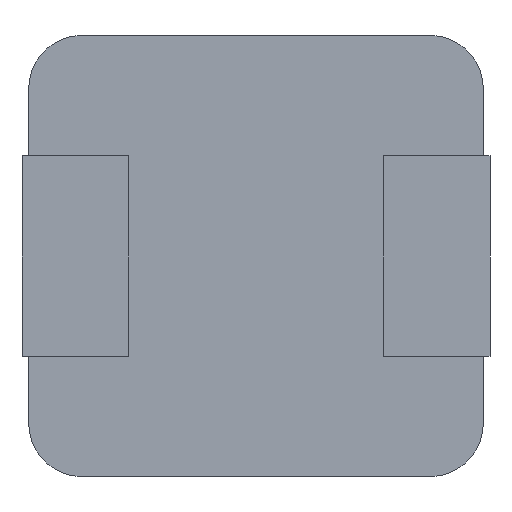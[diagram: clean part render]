
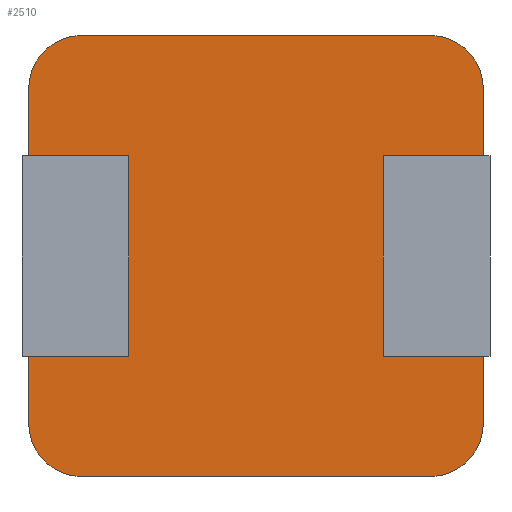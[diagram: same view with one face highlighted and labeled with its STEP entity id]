
A CAD part, front view. The second image highlights one B-rep face of the part: STEP entity #2510.
In plain terms, the highlighted planar face has unit normal (0, -1, 0).
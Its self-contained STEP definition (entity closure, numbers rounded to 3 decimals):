
#20 = ORIENTED_EDGE ( 'NONE', *, *, #401, .T. ) ;
#74 = CARTESIAN_POINT ( 'NONE',  ( 6., 0., 5.8 ) ) ;
#141 = LINE ( 'NONE', #1311, #4750 ) ;
#177 = EDGE_LOOP ( 'NONE', ( #3040, #763, #2051, #4315, #4581, #2636, #662, #2455, #3390, #2760, #1595, #2975, #1649, #20, #5208, #2766 ) ) ;
#190 = DIRECTION ( 'NONE',  ( 0., 0., 1. ) ) ;
#206 = CARTESIAN_POINT ( 'NONE',  ( 6., 0., 0.8 ) ) ;
#300 = CARTESIAN_POINT ( 'NONE',  ( 5.3, 0., 0. ) ) ;
#319 = AXIS2_PLACEMENT_3D ( 'NONE', #206, #1510, #1086 ) ;
#327 = LINE ( 'NONE', #3148, #3645 ) ;
#329 = VECTOR ( 'NONE', #5304, 1000. ) ;
#394 = VERTEX_POINT ( 'NONE', #701 ) ;
#401 = EDGE_CURVE ( 'NONE', #3487, #394, #5179, .T. ) ;
#416 = VERTEX_POINT ( 'NONE', #1514 ) ;
#484 = VECTOR ( 'NONE', #5275, 1000. ) ;
#635 = EDGE_CURVE ( 'NONE', #1257, #4238, #5182, .T. ) ;
#662 = ORIENTED_EDGE ( 'NONE', *, *, #2755, .F. ) ;
#695 = LINE ( 'NONE', #2312, #2104 ) ;
#697 = EDGE_CURVE ( 'NONE', #1179, #1210, #881, .T. ) ;
#701 = CARTESIAN_POINT ( 'NONE',  ( 0.8, 0., 0. ) ) ;
#741 = EDGE_CURVE ( 'NONE', #3660, #394, #976, .T. ) ;
#763 = ORIENTED_EDGE ( 'NONE', *, *, #3247, .T. ) ;
#800 = DIRECTION ( 'NONE',  ( 1., 0., 0. ) ) ;
#844 = DIRECTION ( 'NONE',  ( 0., 0., -1. ) ) ;
#847 = DIRECTION ( 'NONE',  ( -1., 0., 0. ) ) ;
#881 = LINE ( 'NONE', #3836, #4052 ) ;
#911 = CARTESIAN_POINT ( 'NONE',  ( 5.3, 0., 1.8 ) ) ;
#976 = LINE ( 'NONE', #2561, #4399 ) ;
#1038 = CARTESIAN_POINT ( 'NONE',  ( 0., 0., 0. ) ) ;
#1057 = CARTESIAN_POINT ( 'NONE',  ( 0., 0., 0.8 ) ) ;
#1086 = DIRECTION ( 'NONE',  ( 0., 0., 1. ) ) ;
#1120 = CARTESIAN_POINT ( 'NONE',  ( 0., 0., 4.8 ) ) ;
#1123 = CARTESIAN_POINT ( 'NONE',  ( 1.5, 0., 4.8 ) ) ;
#1164 = DIRECTION ( 'NONE',  ( 0., 0., 1. ) ) ;
#1179 = VERTEX_POINT ( 'NONE', #4160 ) ;
#1210 = VERTEX_POINT ( 'NONE', #5062 ) ;
#1257 = VERTEX_POINT ( 'NONE', #4273 ) ;
#1278 = DIRECTION ( 'NONE',  ( 0., -1., 0. ) ) ;
#1311 = CARTESIAN_POINT ( 'NONE',  ( 1.5, 0., 0. ) ) ;
#1313 = EDGE_CURVE ( 'NONE', #1851, #1477, #2140, .T. ) ;
#1376 = DIRECTION ( 'NONE',  ( 0., 0., 1. ) ) ;
#1422 = VERTEX_POINT ( 'NONE', #1840 ) ;
#1477 = VERTEX_POINT ( 'NONE', #1123 ) ;
#1496 = EDGE_CURVE ( 'NONE', #416, #2414, #3933, .T. ) ;
#1510 = DIRECTION ( 'NONE',  ( 0., -1., 0. ) ) ;
#1514 = CARTESIAN_POINT ( 'NONE',  ( 1.5, 0., 1.8 ) ) ;
#1539 = LINE ( 'NONE', #300, #484 ) ;
#1574 = VERTEX_POINT ( 'NONE', #2397 ) ;
#1595 = ORIENTED_EDGE ( 'NONE', *, *, #3582, .T. ) ;
#1618 = VERTEX_POINT ( 'NONE', #911 ) ;
#1648 = EDGE_CURVE ( 'NONE', #1851, #4238, #3466, .T. ) ;
#1649 = ORIENTED_EDGE ( 'NONE', *, *, #4881, .F. ) ;
#1790 = VERTEX_POINT ( 'NONE', #3013 ) ;
#1805 = DIRECTION ( 'NONE',  ( 0., 1., 0. ) ) ;
#1840 = CARTESIAN_POINT ( 'NONE',  ( 6.8, 0., 0.8 ) ) ;
#1851 = VERTEX_POINT ( 'NONE', #1120 ) ;
#1883 = DIRECTION ( 'NONE',  ( -1., 0., 0. ) ) ;
#1891 = CARTESIAN_POINT ( 'NONE',  ( 0., 0., 1.8 ) ) ;
#1899 = VECTOR ( 'NONE', #4778, 1000. ) ;
#2051 = ORIENTED_EDGE ( 'NONE', *, *, #3050, .T. ) ;
#2092 = CARTESIAN_POINT ( 'NONE',  ( 6., 0., 0. ) ) ;
#2104 = VECTOR ( 'NONE', #1883, 1000. ) ;
#2140 = LINE ( 'NONE', #5222, #4488 ) ;
#2312 = CARTESIAN_POINT ( 'NONE',  ( 0., 0., 1.8 ) ) ;
#2397 = CARTESIAN_POINT ( 'NONE',  ( 6., 0., 6.6 ) ) ;
#2403 = CIRCLE ( 'NONE', #3812, 0.8 ) ;
#2414 = VERTEX_POINT ( 'NONE', #4490 ) ;
#2438 = CARTESIAN_POINT ( 'NONE',  ( 6.8, 0., 0. ) ) ;
#2441 = CARTESIAN_POINT ( 'NONE',  ( 0., 0., 5.8 ) ) ;
#2455 = ORIENTED_EDGE ( 'NONE', *, *, #635, .T. ) ;
#2468 = LINE ( 'NONE', #3747, #3764 ) ;
#2510 = ADVANCED_FACE ( 'NONE', ( #3313 ), #4539, .F. ) ;
#2561 = CARTESIAN_POINT ( 'NONE',  ( 0., 0., 0. ) ) ;
#2636 = ORIENTED_EDGE ( 'NONE', *, *, #4532, .T. ) ;
#2685 = EDGE_CURVE ( 'NONE', #1790, #1422, #5343, .T. ) ;
#2755 = EDGE_CURVE ( 'NONE', #1257, #1574, #2468, .T. ) ;
#2760 = ORIENTED_EDGE ( 'NONE', *, *, #1313, .T. ) ;
#2765 = CARTESIAN_POINT ( 'NONE',  ( 6.8, 0., 5.8 ) ) ;
#2766 = ORIENTED_EDGE ( 'NONE', *, *, #2873, .T. ) ;
#2873 = EDGE_CURVE ( 'NONE', #3660, #1422, #4738, .T. ) ;
#2902 = LINE ( 'NONE', #4580, #329 ) ;
#2975 = ORIENTED_EDGE ( 'NONE', *, *, #1496, .T. ) ;
#3013 = CARTESIAN_POINT ( 'NONE',  ( 6.8, 0., 1.8 ) ) ;
#3037 = CARTESIAN_POINT ( 'NONE',  ( 0., 0., 0. ) ) ;
#3040 = ORIENTED_EDGE ( 'NONE', *, *, #2685, .F. ) ;
#3050 = EDGE_CURVE ( 'NONE', #1618, #1179, #1539, .T. ) ;
#3148 = CARTESIAN_POINT ( 'NONE',  ( 0., 0., 0. ) ) ;
#3247 = EDGE_CURVE ( 'NONE', #1790, #1618, #695, .T. ) ;
#3308 = DIRECTION ( 'NONE',  ( 0., 0., 1. ) ) ;
#3313 = FACE_OUTER_BOUND ( 'NONE', #177, .T. ) ;
#3359 = AXIS2_PLACEMENT_3D ( 'NONE', #4649, #4232, #3308 ) ;
#3369 = VECTOR ( 'NONE', #1376, 1000. ) ;
#3390 = ORIENTED_EDGE ( 'NONE', *, *, #1648, .F. ) ;
#3456 = VERTEX_POINT ( 'NONE', #2765 ) ;
#3466 = LINE ( 'NONE', #3037, #3369 ) ;
#3487 = VERTEX_POINT ( 'NONE', #1057 ) ;
#3531 = EDGE_CURVE ( 'NONE', #3456, #1210, #2902, .T. ) ;
#3582 = EDGE_CURVE ( 'NONE', #1477, #416, #141, .T. ) ;
#3645 = VECTOR ( 'NONE', #4826, 1000. ) ;
#3660 = VERTEX_POINT ( 'NONE', #2092 ) ;
#3747 = CARTESIAN_POINT ( 'NONE',  ( 0., 0., 6.6 ) ) ;
#3764 = VECTOR ( 'NONE', #800, 1000. ) ;
#3806 = DIRECTION ( 'NONE',  ( 1., 0., 0. ) ) ;
#3812 = AXIS2_PLACEMENT_3D ( 'NONE', #74, #1278, #1164 ) ;
#3826 = DIRECTION ( 'NONE',  ( 0., 0., -1. ) ) ;
#3836 = CARTESIAN_POINT ( 'NONE',  ( 0., 0., 4.8 ) ) ;
#3931 = CARTESIAN_POINT ( 'NONE',  ( 0.8, 0., 0.8 ) ) ;
#3933 = LINE ( 'NONE', #1891, #1899 ) ;
#3946 = VECTOR ( 'NONE', #844, 1000. ) ;
#4026 = AXIS2_PLACEMENT_3D ( 'NONE', #1038, #1805, #4270 ) ;
#4052 = VECTOR ( 'NONE', #3806, 1000. ) ;
#4160 = CARTESIAN_POINT ( 'NONE',  ( 5.3, 0., 4.8 ) ) ;
#4232 = DIRECTION ( 'NONE',  ( 0., -1., 0. ) ) ;
#4238 = VERTEX_POINT ( 'NONE', #2441 ) ;
#4270 = DIRECTION ( 'NONE',  ( 0., 0., 1. ) ) ;
#4273 = CARTESIAN_POINT ( 'NONE',  ( 0.8, 0., 6.6 ) ) ;
#4315 = ORIENTED_EDGE ( 'NONE', *, *, #697, .T. ) ;
#4385 = DIRECTION ( 'NONE',  ( 0., -1., 0. ) ) ;
#4399 = VECTOR ( 'NONE', #847, 1000. ) ;
#4488 = VECTOR ( 'NONE', #5174, 1000. ) ;
#4490 = CARTESIAN_POINT ( 'NONE',  ( 0., 0., 1.8 ) ) ;
#4532 = EDGE_CURVE ( 'NONE', #3456, #1574, #2403, .T. ) ;
#4539 = PLANE ( 'NONE',  #4026 ) ;
#4580 = CARTESIAN_POINT ( 'NONE',  ( 6.8, 0., 0. ) ) ;
#4581 = ORIENTED_EDGE ( 'NONE', *, *, #3531, .F. ) ;
#4649 = CARTESIAN_POINT ( 'NONE',  ( 0.8, 0., 5.8 ) ) ;
#4738 = CIRCLE ( 'NONE', #319, 0.8 ) ;
#4750 = VECTOR ( 'NONE', #3826, 1000. ) ;
#4778 = DIRECTION ( 'NONE',  ( -1., 0., 0. ) ) ;
#4826 = DIRECTION ( 'NONE',  ( 0., 0., 1. ) ) ;
#4838 = AXIS2_PLACEMENT_3D ( 'NONE', #3931, #4385, #190 ) ;
#4881 = EDGE_CURVE ( 'NONE', #3487, #2414, #327, .T. ) ;
#5062 = CARTESIAN_POINT ( 'NONE',  ( 6.8, 0., 4.8 ) ) ;
#5174 = DIRECTION ( 'NONE',  ( 1., 0., 0. ) ) ;
#5179 = CIRCLE ( 'NONE', #4838, 0.8 ) ;
#5182 = CIRCLE ( 'NONE', #3359, 0.8 ) ;
#5208 = ORIENTED_EDGE ( 'NONE', *, *, #741, .F. ) ;
#5222 = CARTESIAN_POINT ( 'NONE',  ( 0., 0., 4.8 ) ) ;
#5275 = DIRECTION ( 'NONE',  ( 0., 0., 1. ) ) ;
#5304 = DIRECTION ( 'NONE',  ( 0., 0., -1. ) ) ;
#5343 = LINE ( 'NONE', #2438, #3946 ) ;
